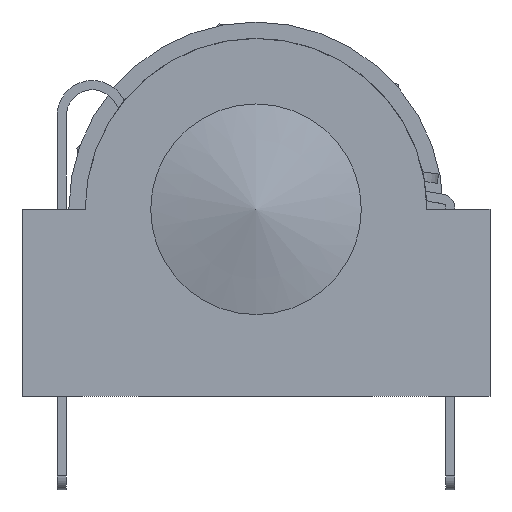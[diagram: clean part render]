
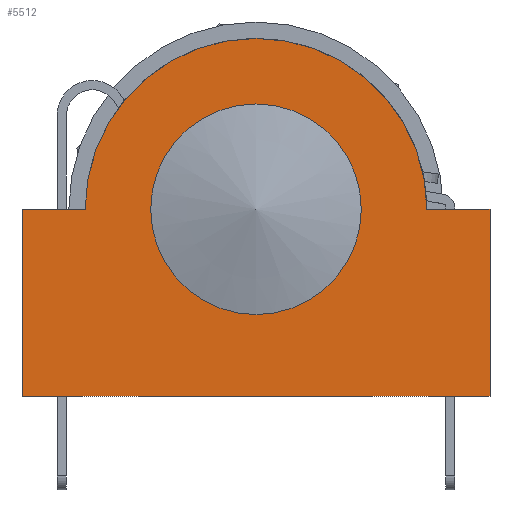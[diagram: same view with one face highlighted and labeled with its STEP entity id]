
A CAD part, left-side view. The second image highlights one B-rep face of the part: STEP entity #5512.
In plain terms, the highlighted planar face has unit normal (-1, 0, 0).
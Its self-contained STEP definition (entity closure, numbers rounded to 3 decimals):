
#2819 = VERTEX_POINT('',#2820);
#2820 = CARTESIAN_POINT('',(-4.089,-18.118,
    0.391));
#2826 = EDGE_CURVE('',#2819,#2827,#2829,.T.);
#2827 = VERTEX_POINT('',#2828);
#2828 = CARTESIAN_POINT('',(-4.089,1.882,0.391
    ));
#2829 = LINE('',#2830,#2831);
#2830 = CARTESIAN_POINT('',(-4.089,-18.118,
    0.391));
#2831 = VECTOR('',#2832,1.);
#2832 = DIRECTION('',(0.,1.,0.));
#3361 = VERTEX_POINT('',#3362);
#3362 = CARTESIAN_POINT('',(-4.089,1.882,8.391
    ));
#3368 = EDGE_CURVE('',#3361,#3369,#3371,.T.);
#3369 = VERTEX_POINT('',#3370);
#3370 = CARTESIAN_POINT('',(-4.089,-0.818,
    8.391));
#3371 = LINE('',#3372,#3373);
#3372 = CARTESIAN_POINT('',(-4.089,1.882,8.391
    ));
#3373 = VECTOR('',#3374,1.);
#3374 = DIRECTION('',(0.,-1.,0.));
#5494 = VERTEX_POINT('',#5495);
#5495 = CARTESIAN_POINT('',(-4.089,-18.118,
    8.391));
#5501 = EDGE_CURVE('',#5494,#2819,#5502,.T.);
#5502 = LINE('',#5503,#5504);
#5503 = CARTESIAN_POINT('',(-4.089,-18.118,
    8.391));
#5504 = VECTOR('',#5505,1.);
#5505 = DIRECTION('',(0.,0.,-1.));
#5512 = ADVANCED_FACE('',(#5513,#5539),#5550,.F.);
#5513 = FACE_BOUND('',#5514,.T.);
#5514 = EDGE_LOOP('',(#5515,#5516,#5522,#5523,#5524,#5532));
#5515 = ORIENTED_EDGE('',*,*,#3368,.F.);
#5516 = ORIENTED_EDGE('',*,*,#5517,.F.);
#5517 = EDGE_CURVE('',#2827,#3361,#5518,.T.);
#5518 = LINE('',#5519,#5520);
#5519 = CARTESIAN_POINT('',(-4.089,1.882,0.391
    ));
#5520 = VECTOR('',#5521,1.);
#5521 = DIRECTION('',(0.,0.,1.));
#5522 = ORIENTED_EDGE('',*,*,#2826,.F.);
#5523 = ORIENTED_EDGE('',*,*,#5501,.F.);
#5524 = ORIENTED_EDGE('',*,*,#5525,.F.);
#5525 = EDGE_CURVE('',#5526,#5494,#5528,.T.);
#5526 = VERTEX_POINT('',#5527);
#5527 = CARTESIAN_POINT('',(-4.089,-15.418,
    8.391));
#5528 = LINE('',#5529,#5530);
#5529 = CARTESIAN_POINT('',(-4.089,-15.418,
    8.391));
#5530 = VECTOR('',#5531,1.);
#5531 = DIRECTION('',(0.,-1.,0.));
#5532 = ORIENTED_EDGE('',*,*,#5533,.F.);
#5533 = EDGE_CURVE('',#3369,#5526,#5534,.T.);
#5534 = CIRCLE('',#5535,7.3);
#5535 = AXIS2_PLACEMENT_3D('',#5536,#5537,#5538);
#5536 = CARTESIAN_POINT('',(-4.089,-8.118,
    8.391));
#5537 = DIRECTION('',(1.,0.,0.));
#5538 = DIRECTION('',(0.,-1.,0.));
#5539 = FACE_BOUND('',#5540,.T.);
#5540 = EDGE_LOOP('',(#5541));
#5541 = ORIENTED_EDGE('',*,*,#5542,.T.);
#5542 = EDGE_CURVE('',#5543,#5543,#5545,.T.);
#5543 = VERTEX_POINT('',#5544);
#5544 = CARTESIAN_POINT('',(-4.089,-8.118,
    12.891));
#5545 = CIRCLE('',#5546,4.5);
#5546 = AXIS2_PLACEMENT_3D('',#5547,#5548,#5549);
#5547 = CARTESIAN_POINT('',(-4.089,-8.118,
    8.391));
#5548 = DIRECTION('',(1.,0.,0.));
#5549 = DIRECTION('',(0.,0.,1.));
#5550 = PLANE('',#5551);
#5551 = AXIS2_PLACEMENT_3D('',#5552,#5553,#5554);
#5552 = CARTESIAN_POINT('',(-4.089,-8.118,
    4.391));
#5553 = DIRECTION('',(1.,0.,0.));
#5554 = DIRECTION('',(0.,1.,0.));
